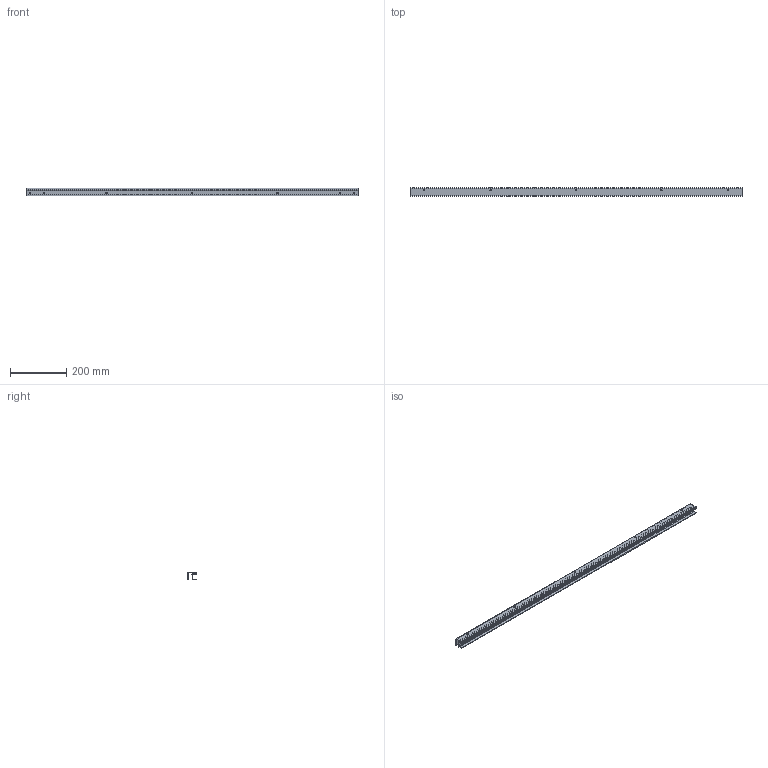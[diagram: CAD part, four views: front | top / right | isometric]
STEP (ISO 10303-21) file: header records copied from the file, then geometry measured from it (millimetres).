
FILE_DESCRIPTION(/* description */ (''),/* implementation_level */ '2;1');
FILE_NAME(/* name */ 'NewRail.ipt.stp',/* time_stamp */ '2014-12-18T16:48:14-08:00',/* author */ ('Autodesk Inc.'),/* organization */ ('Autodesk Inc.'),/* preprocessor_version */ 'ST-DEVELOPER v15.6',/* originating_system */ 'Autodesk Inventor 2015',/* authorisation */ '');
FILE_SCHEMA (('AUTOMOTIVE_DESIGN { 1 0 10303 214 3 1 1 }'));
Length unit declared in the file: inch
Products named in the file (1): NewRail
Bounding box: 1185.42 x 29.72 x 27.05 mm (x, y, z)
Volume: 262948.9 mm3; surface area: 251527.2 mm2
Topology: 1 solids, 1 shells, 81 faces, 237 edges, 158 vertices
Faces by surface type: cylinder 49, plane 32
Full cylindrical faces by diameter (mm): 4.826 x19
Entity records: 2743 total; most frequent: DIRECTION 480, CARTESIAN_POINT 458, ORIENTED_EDGE 436, EDGE_CURVE 218, AXIS2_PLACEMENT_3D 180, VERTEX_POINT 158, EDGE_LOOP 138, LINE 120
